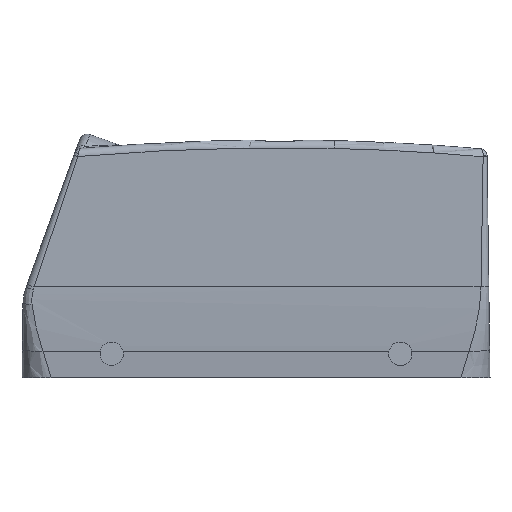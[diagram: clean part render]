
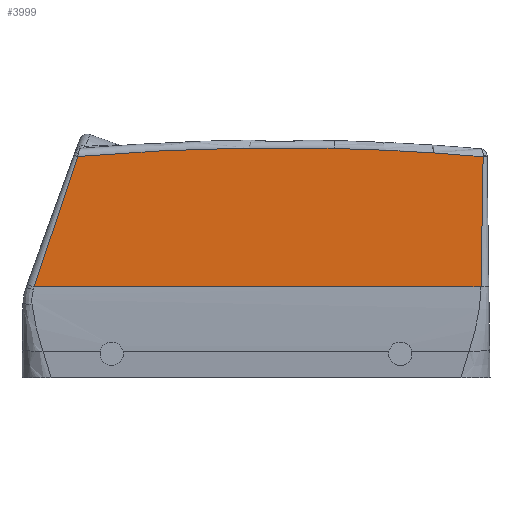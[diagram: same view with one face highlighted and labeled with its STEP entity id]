
A CAD part, left-side view. The second image highlights one B-rep face of the part: STEP entity #3999.
In plain terms, the highlighted planar face has unit normal (-1, 0, 0).
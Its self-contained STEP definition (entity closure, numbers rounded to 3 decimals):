
#3965=AXIS2_PLACEMENT_3D('Plane Axis2P3D',#3962,#3963,#3964) ;
#3982=AXIS2_PLACEMENT_3D('Circle Axis2P3D',#3980,#3981,$) ;
#3989=AXIS2_PLACEMENT_3D('Circle Axis2P3D',#3987,#3988,$) ;
#2469=CARTESIAN_POINT('Vertex',(6.75,2.304,23.338)) ;
#2520=CARTESIAN_POINT('Line Origine',(6.75,58.562,23.338)) ;
#2524=CARTESIAN_POINT('Vertex',(6.75,116.856,23.338)) ;
#3431=CARTESIAN_POINT('Vertex',(6.75,1.763,56.714)) ;
#3435=CARTESIAN_POINT('Control Point',(6.75,1.763,56.714)) ;
#3436=CARTESIAN_POINT('Control Point',(6.75,1.763,56.203)) ;
#3437=CARTESIAN_POINT('Control Point',(6.75,1.762,55.696)) ;
#3438=CARTESIAN_POINT('Control Point',(6.75,1.762,55.192)) ;
#3439=CARTESIAN_POINT('Control Point',(6.75,1.764,52.88)) ;
#3440=CARTESIAN_POINT('Control Point',(6.75,1.774,50.568)) ;
#3441=CARTESIAN_POINT('Control Point',(6.75,1.786,48.757)) ;
#3442=CARTESIAN_POINT('Control Point',(6.75,1.826,44.635)) ;
#3443=CARTESIAN_POINT('Control Point',(6.75,1.887,40.512)) ;
#3444=CARTESIAN_POINT('Control Point',(6.75,1.927,38.201)) ;
#3445=CARTESIAN_POINT('Control Point',(6.75,2.01,33.841)) ;
#3446=CARTESIAN_POINT('Control Point',(6.75,2.112,29.482)) ;
#3447=CARTESIAN_POINT('Control Point',(6.75,2.166,27.434)) ;
#3448=CARTESIAN_POINT('Control Point',(6.75,2.228,25.386)) ;
#3449=CARTESIAN_POINT('Control Point',(6.75,2.304,23.338)) ;
#3962=CARTESIAN_POINT('Axis2P3D Location',(6.75,-106.816,-54.25)) ;
#3968=CARTESIAN_POINT('Control Point',(6.75,105.699,56.761)) ;
#3969=CARTESIAN_POINT('Control Point',(6.75,105.936,56.087)) ;
#3970=CARTESIAN_POINT('Control Point',(6.75,106.173,55.414)) ;
#3971=CARTESIAN_POINT('Control Point',(6.75,106.394,54.784)) ;
#3972=CARTESIAN_POINT('Control Point',(6.75,108.72,48.124)) ;
#3973=CARTESIAN_POINT('Control Point',(6.75,110.985,41.441)) ;
#3974=CARTESIAN_POINT('Control Point',(6.75,112.959,35.409)) ;
#3975=CARTESIAN_POINT('Control Point',(6.75,114.962,29.391)) ;
#3976=CARTESIAN_POINT('Control Point',(6.75,116.856,23.338)) ;
#3977=CARTESIAN_POINT('Vertex',(6.75,105.699,56.761)) ;
#3980=CARTESIAN_POINT('Axis2P3D Location',(6.75,54.,-539.)) ;
#3984=CARTESIAN_POINT('Vertex',(6.75,39.99,58.836)) ;
#3987=CARTESIAN_POINT('Axis2P3D Location',(6.75,54.,-539.)) ;
#2521=DIRECTION('Vector Direction',(0.,-1.,0.)) ;
#3963=DIRECTION('Axis2P3D Direction',(-1.,0.,0.)) ;
#3964=DIRECTION('Axis2P3D XDirection',(0.,-0.317,0.949)) ;
#3981=DIRECTION('Axis2P3D Direction',(-1.,0.,0.)) ;
#3988=DIRECTION('Axis2P3D Direction',(-1.,0.,0.)) ;
#2522=VECTOR('Line Direction',#2521,1.) ;
#3993=ORIENTED_EDGE('',*,*,#3979,.F.) ;
#3994=ORIENTED_EDGE('',*,*,#2526,.T.) ;
#3995=ORIENTED_EDGE('',*,*,#3450,.T.) ;
#3996=ORIENTED_EDGE('',*,*,#3986,.F.) ;
#3997=ORIENTED_EDGE('',*,*,#3991,.F.) ;
#3999=ADVANCED_FACE('Hood',(#3998),#3966,.T.) ;
#3434=B_SPLINE_CURVE_WITH_KNOTS('',5,(#3435,#3436,#3437,#3438,#3439,#3440,#3441,#3442,#3443,#3444,#3445,#3446,#3447,#3448,#3449),.UNSPECIFIED.,.F.,.U.,(6,3,3,3,6),(29.318,31.823,40.882,52.446,62.692),.UNSPECIFIED.) ;
#3967=B_SPLINE_CURVE_WITH_KNOTS('',5,(#3968,#3969,#3970,#3971,#3972,#3973,#3974,#3975,#3976),.UNSPECIFIED.,.F.,.U.,(6,3,6),(0.,5.048,49.898),.UNSPECIFIED.) ;
#3983=CIRCLE('generated circle',#3982,598.) ;
#3990=CIRCLE('generated circle',#3989,598.) ;
#2526=EDGE_CURVE('',#2525,#2470,#2523,.T.) ;
#3450=EDGE_CURVE('',#2470,#3432,#3434,.F.) ;
#3979=EDGE_CURVE('',#2525,#3978,#3967,.F.) ;
#3986=EDGE_CURVE('',#3985,#3432,#3983,.F.) ;
#3991=EDGE_CURVE('',#3978,#3985,#3990,.F.) ;
#3992=EDGE_LOOP('',(#3993,#3994,#3995,#3996,#3997)) ;
#3998=FACE_OUTER_BOUND('',#3992,.T.) ;
#2523=LINE('Line',#2520,#2522) ;
#3966=PLANE('',#3965) ;
#2470=VERTEX_POINT('',#2469) ;
#2525=VERTEX_POINT('',#2524) ;
#3432=VERTEX_POINT('',#3431) ;
#3978=VERTEX_POINT('',#3977) ;
#3985=VERTEX_POINT('',#3984) ;
